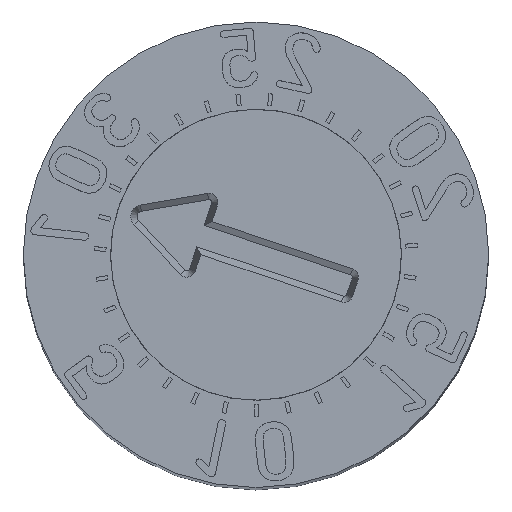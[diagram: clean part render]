
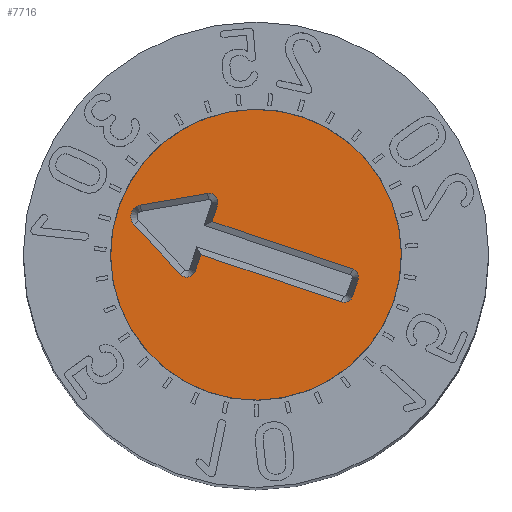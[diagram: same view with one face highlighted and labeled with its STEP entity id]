
A CAD part, top view. The second image highlights one B-rep face of the part: STEP entity #7716.
In plain terms, the highlighted planar face has unit normal (0, 0, 1).
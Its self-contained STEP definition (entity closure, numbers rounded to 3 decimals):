
#63=CIRCLE('',#8018,0.075);
#65=CIRCLE('',#8023,0.076);
#67=CIRCLE('',#8027,0.1);
#69=CIRCLE('',#8031,0.076);
#71=CIRCLE('',#8036,0.075);
#80=CIRCLE('',#8054,1.25);
#131=FACE_BOUND('',#1564,.T.);
#1089=FACE_OUTER_BOUND('',#1563,.T.);
#1563=EDGE_LOOP('',(#7053));
#1564=EDGE_LOOP('',(#7054,#7055,#7056,#7057,#7058,#7059,#7060,#7061,#7062,
#7063,#7064,#7065));
#2256=LINE('',#13947,#2974);
#2259=LINE('',#13953,#2977);
#2263=LINE('',#13965,#2981);
#2267=LINE('',#13977,#2985);
#2271=LINE('',#13989,#2989);
#2274=LINE('',#13995,#2992);
#2278=LINE('',#14005,#2996);
#2974=VECTOR('',#9245,10.);
#2977=VECTOR('',#9250,10.);
#2981=VECTOR('',#9262,10.);
#2985=VECTOR('',#9274,10.);
#2989=VECTOR('',#9286,10.);
#2992=VECTOR('',#9291,10.);
#2996=VECTOR('',#9303,10.);
#3709=VERTEX_POINT('',#13938);
#3710=VERTEX_POINT('',#13940);
#3712=VERTEX_POINT('',#13946);
#3714=VERTEX_POINT('',#13952);
#3716=VERTEX_POINT('',#13958);
#3718=VERTEX_POINT('',#13964);
#3720=VERTEX_POINT('',#13970);
#3722=VERTEX_POINT('',#13976);
#3724=VERTEX_POINT('',#13982);
#3726=VERTEX_POINT('',#13988);
#3728=VERTEX_POINT('',#13994);
#3730=VERTEX_POINT('',#14000);
#3738=VERTEX_POINT('',#14032);
#4801=EDGE_CURVE('',#3710,#3709,#63,.T.);
#4804=EDGE_CURVE('',#3712,#3710,#2256,.T.);
#4807=EDGE_CURVE('',#3714,#3712,#2259,.T.);
#4810=EDGE_CURVE('',#3716,#3714,#65,.T.);
#4813=EDGE_CURVE('',#3718,#3716,#2263,.T.);
#4816=EDGE_CURVE('',#3720,#3718,#67,.T.);
#4819=EDGE_CURVE('',#3722,#3720,#2267,.T.);
#4822=EDGE_CURVE('',#3724,#3722,#69,.T.);
#4825=EDGE_CURVE('',#3726,#3724,#2271,.T.);
#4828=EDGE_CURVE('',#3728,#3726,#2274,.T.);
#4831=EDGE_CURVE('',#3730,#3728,#71,.T.);
#4834=EDGE_CURVE('',#3709,#3730,#2278,.T.);
#4846=EDGE_CURVE('',#3738,#3738,#80,.T.);
#7053=ORIENTED_EDGE('',*,*,#4846,.F.);
#7054=ORIENTED_EDGE('',*,*,#4801,.T.);
#7055=ORIENTED_EDGE('',*,*,#4834,.T.);
#7056=ORIENTED_EDGE('',*,*,#4831,.T.);
#7057=ORIENTED_EDGE('',*,*,#4828,.T.);
#7058=ORIENTED_EDGE('',*,*,#4825,.T.);
#7059=ORIENTED_EDGE('',*,*,#4822,.T.);
#7060=ORIENTED_EDGE('',*,*,#4819,.T.);
#7061=ORIENTED_EDGE('',*,*,#4816,.T.);
#7062=ORIENTED_EDGE('',*,*,#4813,.T.);
#7063=ORIENTED_EDGE('',*,*,#4810,.T.);
#7064=ORIENTED_EDGE('',*,*,#4807,.T.);
#7065=ORIENTED_EDGE('',*,*,#4804,.T.);
#7292=PLANE('',#8055);
#7716=ADVANCED_FACE('',(#1089,#131),#7292,.F.);
#8018=AXIS2_PLACEMENT_3D('',#13941,#9239,#9240);
#8023=AXIS2_PLACEMENT_3D('',#13959,#9256,#9257);
#8027=AXIS2_PLACEMENT_3D('',#13971,#9268,#9269);
#8031=AXIS2_PLACEMENT_3D('',#13983,#9280,#9281);
#8036=AXIS2_PLACEMENT_3D('',#14001,#9297,#9298);
#8054=AXIS2_PLACEMENT_3D('',#14033,#9339,#9340);
#8055=AXIS2_PLACEMENT_3D('',#14035,#9342,#9343);
#9239=DIRECTION('center_axis',(0.,0.,-1.));
#9240=DIRECTION('ref_axis',(0.,-1.,0.));
#9245=DIRECTION('',(0.,1.,0.));
#9250=DIRECTION('',(1.,0.,0.));
#9256=DIRECTION('center_axis',(0.,0.,-1.));
#9257=DIRECTION('ref_axis',(0.,-1.,0.));
#9262=DIRECTION('',(-0.476,0.88,0.));
#9268=DIRECTION('center_axis',(0.,0.,-1.));
#9269=DIRECTION('ref_axis',(0.88,0.476,0.));
#9274=DIRECTION('',(-0.476,-0.88,0.));
#9280=DIRECTION('center_axis',(0.,0.,-1.));
#9281=DIRECTION('ref_axis',(-0.88,0.476,0.));
#9286=DIRECTION('',(1.,0.,0.));
#9291=DIRECTION('',(0.,-1.,0.));
#9297=DIRECTION('center_axis',(0.,0.,-1.));
#9298=DIRECTION('ref_axis',(-1.,0.,0.));
#9303=DIRECTION('',(1.,0.,0.));
#9339=DIRECTION('center_axis',(0.,0.,-1.));
#9340=DIRECTION('ref_axis',(-1.,0.,0.));
#9342=DIRECTION('center_axis',(0.,0.,-1.));
#9343=DIRECTION('ref_axis',(-1.,0.,0.));
#13938=CARTESIAN_POINT('',(-0.075,0.9,2.3));
#13940=CARTESIAN_POINT('',(-0.15,0.825,2.3));
#13941=CARTESIAN_POINT('Origin',(-0.075,0.825,2.3));
#13946=CARTESIAN_POINT('',(-0.15,-0.45,2.3));
#13947=CARTESIAN_POINT('',(-0.15,0.413,2.3));
#13952=CARTESIAN_POINT('',(-0.3,-0.45,2.3));
#13953=CARTESIAN_POINT('',(-0.075,-0.45,2.3));
#13958=CARTESIAN_POINT('',(-0.367,-0.562,2.3));
#13959=CARTESIAN_POINT('Origin',(-0.3,-0.526,2.3));
#13964=CARTESIAN_POINT('',(-0.088,-1.077,2.3));
#13965=CARTESIAN_POINT('',(-0.443,-0.421,2.3));
#13970=CARTESIAN_POINT('',(0.088,-1.077,2.3));
#13971=CARTESIAN_POINT('Origin',(0.,-1.03,
2.3));
#13976=CARTESIAN_POINT('',(0.367,-0.562,2.3));
#13977=CARTESIAN_POINT('',(0.303,-0.679,2.3));
#13982=CARTESIAN_POINT('',(0.3,-0.45,2.3));
#13983=CARTESIAN_POINT('Origin',(0.3,-0.526,2.3));
#13988=CARTESIAN_POINT('',(0.15,-0.45,2.3));
#13989=CARTESIAN_POINT('',(0.15,-0.45,2.3));
#13994=CARTESIAN_POINT('',(0.15,0.825,2.3));
#13995=CARTESIAN_POINT('',(0.15,-0.225,2.3));
#14000=CARTESIAN_POINT('',(0.075,0.9,2.3));
#14001=CARTESIAN_POINT('Origin',(0.075,0.825,2.3));
#14005=CARTESIAN_POINT('',(0.,0.9,2.3));
#14032=CARTESIAN_POINT('',(1.25,0.,2.3));
#14033=CARTESIAN_POINT('Origin',(0.,0.,2.3));
#14035=CARTESIAN_POINT('Origin',(0.,0.,2.3));
